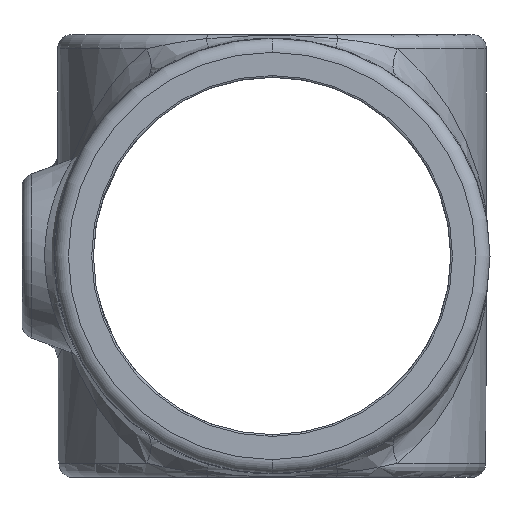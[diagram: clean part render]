
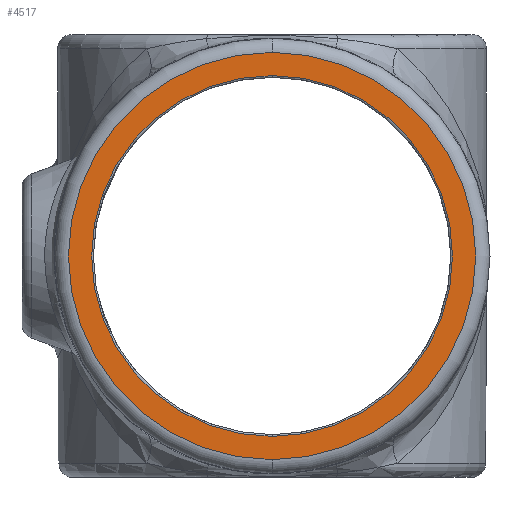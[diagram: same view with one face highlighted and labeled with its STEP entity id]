
A CAD part, left-side view. The second image highlights one B-rep face of the part: STEP entity #4517.
In plain terms, the highlighted planar face has unit normal (-1, 0, 0).
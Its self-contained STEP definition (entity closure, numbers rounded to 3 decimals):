
#93 = VERTEX_POINT ( 'NONE', #1157 ) ;
#144 = VERTEX_POINT ( 'NONE', #6373 ) ;
#186 = CARTESIAN_POINT ( 'NONE',  ( -80., 0., 0. ) ) ;
#212 = DIRECTION ( 'NONE',  ( 0., 0., -1. ) ) ;
#234 = EDGE_LOOP ( 'NONE', ( #1359, #621 ) ) ;
#621 = ORIENTED_EDGE ( 'NONE', *, *, #4631, .T. ) ;
#691 = DIRECTION ( 'NONE',  ( 1., 0., 0. ) ) ;
#827 = CARTESIAN_POINT ( 'NONE',  ( -80., 0., 0. ) ) ;
#850 = DIRECTION ( 'NONE',  ( 1., 0., 0. ) ) ;
#902 = DIRECTION ( 'NONE',  ( 0., 0., -1. ) ) ;
#1085 = CIRCLE ( 'NONE', #1235, 28.5 ) ;
#1086 = EDGE_CURVE ( 'NONE', #4233, #93, #2208, .T. ) ;
#1157 = CARTESIAN_POINT ( 'NONE',  ( -80., 0., 25.25 ) ) ;
#1169 = EDGE_CURVE ( 'NONE', #144, #3067, #1085, .T. ) ;
#1235 = AXIS2_PLACEMENT_3D ( 'NONE', #827, #5379, #5855 ) ;
#1359 = ORIENTED_EDGE ( 'NONE', *, *, #1086, .T. ) ;
#1456 = FACE_BOUND ( 'NONE', #234, .T. ) ;
#2208 = CIRCLE ( 'NONE', #4991, 25.25 ) ;
#2341 = CARTESIAN_POINT ( 'NONE',  ( -80., 0., 0. ) ) ;
#2373 = AXIS2_PLACEMENT_3D ( 'NONE', #6013, #5002, #4480 ) ;
#2654 = AXIS2_PLACEMENT_3D ( 'NONE', #6460, #5957, #902 ) ;
#2849 = DIRECTION ( 'NONE',  ( 0., 0., -1. ) ) ;
#3031 = FACE_OUTER_BOUND ( 'NONE', #5823, .T. ) ;
#3067 = VERTEX_POINT ( 'NONE', #3748 ) ;
#3125 = ORIENTED_EDGE ( 'NONE', *, *, #5459, .T. ) ;
#3208 = ORIENTED_EDGE ( 'NONE', *, *, #1169, .T. ) ;
#3748 = CARTESIAN_POINT ( 'NONE',  ( -80., 0., 28.5 ) ) ;
#4233 = VERTEX_POINT ( 'NONE', #4702 ) ;
#4480 = DIRECTION ( 'NONE',  ( 0., 0., -1. ) ) ;
#4517 = ADVANCED_FACE ( 'NONE', ( #1456, #3031 ), #4966, .F. ) ;
#4631 = EDGE_CURVE ( 'NONE', #93, #4233, #6499, .T. ) ;
#4702 = CARTESIAN_POINT ( 'NONE',  ( -80., 0., -25.25 ) ) ;
#4966 = PLANE ( 'NONE',  #2373 ) ;
#4991 = AXIS2_PLACEMENT_3D ( 'NONE', #2341, #850, #2849 ) ;
#5002 = DIRECTION ( 'NONE',  ( 1., 0., 0. ) ) ;
#5379 = DIRECTION ( 'NONE',  ( -1., 0., 0. ) ) ;
#5459 = EDGE_CURVE ( 'NONE', #3067, #144, #5781, .T. ) ;
#5781 = CIRCLE ( 'NONE', #2654, 28.5 ) ;
#5823 = EDGE_LOOP ( 'NONE', ( #3208, #3125 ) ) ;
#5855 = DIRECTION ( 'NONE',  ( 0., 0., -1. ) ) ;
#5957 = DIRECTION ( 'NONE',  ( -1., 0., 0. ) ) ;
#6013 = CARTESIAN_POINT ( 'NONE',  ( -80., 0., 0. ) ) ;
#6079 = AXIS2_PLACEMENT_3D ( 'NONE', #186, #691, #212 ) ;
#6373 = CARTESIAN_POINT ( 'NONE',  ( -80., 0., -28.5 ) ) ;
#6460 = CARTESIAN_POINT ( 'NONE',  ( -80., 0., 0. ) ) ;
#6499 = CIRCLE ( 'NONE', #6079, 25.25 ) ;
